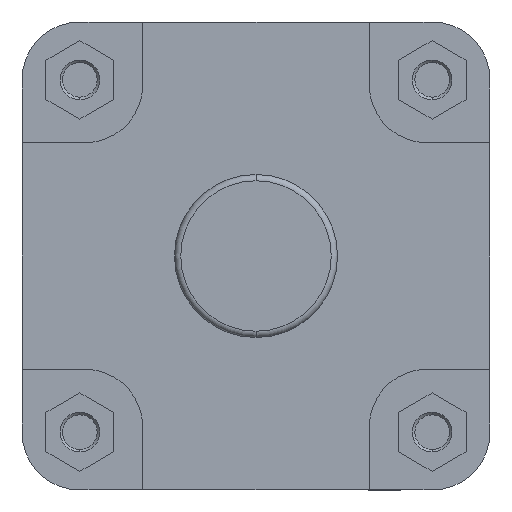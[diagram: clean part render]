
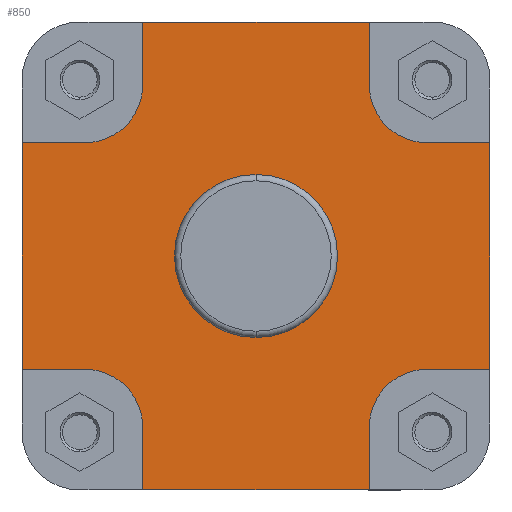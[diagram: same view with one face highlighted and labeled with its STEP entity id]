
A CAD part, left-side view. The second image highlights one B-rep face of the part: STEP entity #850.
In plain terms, the highlighted planar face has unit normal (-1, 0, 0).
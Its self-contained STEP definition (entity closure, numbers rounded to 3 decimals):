
#1 = EDGE_CURVE ( 'NONE', #1155, #1154, #6343, .T. ) ;
#2 = EDGE_CURVE ( 'NONE', #1156, #1155, #6348, .T. ) ;
#3 = EDGE_CURVE ( 'NONE', #1157, #1156, #6501, .T. ) ;
#4 = EDGE_CURVE ( 'NONE', #1158, #1157, #6504, .T. ) ;
#5 = EDGE_CURVE ( 'NONE', #1159, #1158, #6503, .T. ) ;
#6 = EDGE_CURVE ( 'NONE', #1160, #1159, #6502, .T. ) ;
#7 = EDGE_CURVE ( 'NONE', #1161, #1160, #6338, .T. ) ;
#8 = EDGE_CURVE ( 'NONE', #1162, #1161, #6512, .T. ) ;
#9 = EDGE_CURVE ( 'NONE', #1147, #1162, #6511, .T. ) ;
#324 = AXIS2_PLACEMENT_3D ( 'NONE', #1488, #1489, #1490 ) ;
#326 = AXIS2_PLACEMENT_3D ( 'NONE', #1479, #1480, #1481 ) ;
#447 = AXIS2_PLACEMENT_3D ( 'NONE', #2433, #2435, #2436 ) ;
#477 = AXIS2_PLACEMENT_3D ( 'NONE', #2511, #2544, #2545 ) ;
#772 = AXIS2_PLACEMENT_3D ( 'NONE', #4798, #4807, #4808 ) ;
#773 = AXIS2_PLACEMENT_3D ( 'NONE', #4887, #4912, #4913 ) ;
#790 = AXIS2_PLACEMENT_3D ( 'NONE', #1538, #1546, #1547 ) ;
#850 = ADVANCED_FACE ( 'NONE', ( #7009, #7015 ), #2422, .F. ) ;
#874 = EDGE_CURVE ( 'NONE', #1154, #1153, #7077, .T. ) ;
#1111 = EDGE_LOOP ( 'NONE', ( #5117, #5129, #5130, #5165, #5135, #5137, #5067, #5066, #5063, #5074, #5073, #5076, #5075, #5022, #5038, #5000 ) ) ;
#1124 = EDGE_LOOP ( 'NONE', ( #5160, #5114 ) ) ;
#1147 = VERTEX_POINT ( 'NONE', #4114 ) ;
#1148 = VERTEX_POINT ( 'NONE', #4115 ) ;
#1149 = VERTEX_POINT ( 'NONE', #4116 ) ;
#1150 = VERTEX_POINT ( 'NONE', #4117 ) ;
#1151 = VERTEX_POINT ( 'NONE', #4118 ) ;
#1152 = VERTEX_POINT ( 'NONE', #4119 ) ;
#1153 = VERTEX_POINT ( 'NONE', #4120 ) ;
#1154 = VERTEX_POINT ( 'NONE', #4121 ) ;
#1155 = VERTEX_POINT ( 'NONE', #4122 ) ;
#1156 = VERTEX_POINT ( 'NONE', #4123 ) ;
#1157 = VERTEX_POINT ( 'NONE', #4124 ) ;
#1158 = VERTEX_POINT ( 'NONE', #4125 ) ;
#1159 = VERTEX_POINT ( 'NONE', #4126 ) ;
#1160 = VERTEX_POINT ( 'NONE', #4127 ) ;
#1161 = VERTEX_POINT ( 'NONE', #4128 ) ;
#1162 = VERTEX_POINT ( 'NONE', #4129 ) ;
#1418 = VERTEX_POINT ( 'NONE', #4385 ) ;
#1419 = VERTEX_POINT ( 'NONE', #4386 ) ;
#1472 = CARTESIAN_POINT ( 'NONE',  ( 55., -45., 93. ) ) ;
#1473 = DIRECTION ( 'NONE',  ( 0., 0., -1. ) ) ;
#1474 = CARTESIAN_POINT ( 'NONE',  ( 55., -204.741, 93. ) ) ;
#1475 = CARTESIAN_POINT ( 'NONE',  ( 55., 45., 68. ) ) ;
#1476 = DIRECTION ( 'NONE',  ( 0., -1., 0. ) ) ;
#1477 = CARTESIAN_POINT ( 'NONE',  ( 55., 93., 45. ) ) ;
#1478 = DIRECTION ( 'NONE',  ( 0., 0., 1. ) ) ;
#1479 = CARTESIAN_POINT ( 'NONE',  ( 55., 68., 68. ) ) ;
#1480 = DIRECTION ( 'NONE',  ( -1., 0., 0. ) ) ;
#1481 = DIRECTION ( 'NONE',  ( 0., 0., -1. ) ) ;
#1482 = CARTESIAN_POINT ( 'NONE',  ( 55., 93., 0. ) ) ;
#1483 = DIRECTION ( 'NONE',  ( 0., -1., 0. ) ) ;
#1484 = CARTESIAN_POINT ( 'NONE',  ( 55., 68., -45. ) ) ;
#1485 = DIRECTION ( 'NONE',  ( 0., 0., 1. ) ) ;
#1486 = CARTESIAN_POINT ( 'NONE',  ( 55., 45., -93. ) ) ;
#1487 = DIRECTION ( 'NONE',  ( 0., 1., 0. ) ) ;
#1488 = CARTESIAN_POINT ( 'NONE',  ( 55., 68., -68. ) ) ;
#1489 = DIRECTION ( 'NONE',  ( -1., 0., 0. ) ) ;
#1490 = DIRECTION ( 'NONE',  ( 0., 0., -1. ) ) ;
#1493 = DIRECTION ( 'NONE',  ( 0., 0., 1. ) ) ;
#1538 = CARTESIAN_POINT ( 'NONE',  ( 55., -68., -68. ) ) ;
#1543 = CARTESIAN_POINT ( 'NONE',  ( 55., -45., -68. ) ) ;
#1546 = DIRECTION ( 'NONE',  ( -1., 0., 0. ) ) ;
#1547 = DIRECTION ( 'NONE',  ( 0., 0., -1. ) ) ;
#1548 = CARTESIAN_POINT ( 'NONE',  ( 55., -93., -45. ) ) ;
#1549 = DIRECTION ( 'NONE',  ( 0., 1., 0. ) ) ;
#1551 = CARTESIAN_POINT ( 'NONE',  ( 55., -204.741, -93. ) ) ;
#1552 = DIRECTION ( 'NONE',  ( 0., -1., 0. ) ) ;
#1554 = DIRECTION ( 'NONE',  ( 0., 0., -1. ) ) ;
#1555 = CARTESIAN_POINT ( 'NONE',  ( 55., -93., 0. ) ) ;
#1556 = DIRECTION ( 'NONE',  ( 0., 0., 1. ) ) ;
#1557 = CARTESIAN_POINT ( 'NONE',  ( 55., -68., 45. ) ) ;
#1558 = DIRECTION ( 'NONE',  ( 0., -1., 0. ) ) ;
#2422 = PLANE ( 'NONE',  #447 ) ;
#2433 = CARTESIAN_POINT ( 'NONE',  ( 55., 32.4, 0. ) ) ;
#2435 = DIRECTION ( 'NONE',  ( 1., 0., 0. ) ) ;
#2436 = DIRECTION ( 'NONE',  ( 0., 0., -1. ) ) ;
#2511 = CARTESIAN_POINT ( 'NONE',  ( 55., -68., 68. ) ) ;
#2544 = DIRECTION ( 'NONE',  ( -1., 0., 0. ) ) ;
#2545 = DIRECTION ( 'NONE',  ( 0., 0., -1. ) ) ;
#3444 = CIRCLE ( 'NONE', #772, 32.4 ) ;
#3527 = CIRCLE ( 'NONE', #773, 32.4 ) ;
#3545 = LINE ( 'NONE', #1548, #3547 ) ;
#3547 = VECTOR ( 'NONE', #1549, 1000. ) ;
#3549 = LINE ( 'NONE', #1543, #3553 ) ;
#3550 = CIRCLE ( 'NONE', #790, 23. ) ;
#3551 = LINE ( 'NONE', #1551, #3552 ) ;
#3552 = VECTOR ( 'NONE', #1552, 1000. ) ;
#3553 = VECTOR ( 'NONE', #1554, 1000. ) ;
#3554 = LINE ( 'NONE', #1555, #3555 ) ;
#3555 = VECTOR ( 'NONE', #1556, 1000. ) ;
#3556 = LINE ( 'NONE', #1557, #3557 ) ;
#3557 = VECTOR ( 'NONE', #1558, 1000. ) ;
#4114 = CARTESIAN_POINT ( 'NONE',  ( 55., 45., -93. ) ) ;
#4115 = CARTESIAN_POINT ( 'NONE',  ( 55., -45., -93. ) ) ;
#4116 = CARTESIAN_POINT ( 'NONE',  ( 55., -45., -68. ) ) ;
#4117 = CARTESIAN_POINT ( 'NONE',  ( 55., -68., -45. ) ) ;
#4118 = CARTESIAN_POINT ( 'NONE',  ( 55., -93., -45. ) ) ;
#4119 = CARTESIAN_POINT ( 'NONE',  ( 55., -93., 45. ) ) ;
#4120 = CARTESIAN_POINT ( 'NONE',  ( 55., -68., 45. ) ) ;
#4121 = CARTESIAN_POINT ( 'NONE',  ( 55., -45., 68. ) ) ;
#4122 = CARTESIAN_POINT ( 'NONE',  ( 55., -45., 93. ) ) ;
#4123 = CARTESIAN_POINT ( 'NONE',  ( 55., 45., 93. ) ) ;
#4124 = CARTESIAN_POINT ( 'NONE',  ( 55., 45., 68. ) ) ;
#4125 = CARTESIAN_POINT ( 'NONE',  ( 55., 68., 45. ) ) ;
#4126 = CARTESIAN_POINT ( 'NONE',  ( 55., 93., 45. ) ) ;
#4127 = CARTESIAN_POINT ( 'NONE',  ( 55., 93., -45. ) ) ;
#4128 = CARTESIAN_POINT ( 'NONE',  ( 55., 68., -45. ) ) ;
#4129 = CARTESIAN_POINT ( 'NONE',  ( 55., 45., -68. ) ) ;
#4385 = CARTESIAN_POINT ( 'NONE',  ( 55., 0., 32.4 ) ) ;
#4386 = CARTESIAN_POINT ( 'NONE',  ( 55., 0., -32.4 ) ) ;
#4798 = CARTESIAN_POINT ( 'NONE',  ( 55., 0., 0. ) ) ;
#4807 = DIRECTION ( 'NONE',  ( -1., 0., 0. ) ) ;
#4808 = DIRECTION ( 'NONE',  ( 0., 0., 1. ) ) ;
#4887 = CARTESIAN_POINT ( 'NONE',  ( 55., 0., 0. ) ) ;
#4912 = DIRECTION ( 'NONE',  ( -1., 0., 0. ) ) ;
#4913 = DIRECTION ( 'NONE',  ( 0., 0., 1. ) ) ;
#5000 = ORIENTED_EDGE ( 'NONE', *, *, #9, .F. ) ;
#5022 = ORIENTED_EDGE ( 'NONE', *, *, #7, .F. ) ;
#5038 = ORIENTED_EDGE ( 'NONE', *, *, #8, .F. ) ;
#5063 = ORIENTED_EDGE ( 'NONE', *, *, #2, .F. ) ;
#5066 = ORIENTED_EDGE ( 'NONE', *, *, #1, .F. ) ;
#5067 = ORIENTED_EDGE ( 'NONE', *, *, #874, .F. ) ;
#5073 = ORIENTED_EDGE ( 'NONE', *, *, #4, .F. ) ;
#5074 = ORIENTED_EDGE ( 'NONE', *, *, #3, .F. ) ;
#5075 = ORIENTED_EDGE ( 'NONE', *, *, #6, .F. ) ;
#5076 = ORIENTED_EDGE ( 'NONE', *, *, #5, .F. ) ;
#5114 = ORIENTED_EDGE ( 'NONE', *, *, #5544, .F. ) ;
#5117 = ORIENTED_EDGE ( 'NONE', *, *, #5562, .T. ) ;
#5129 = ORIENTED_EDGE ( 'NONE', *, *, #5563, .F. ) ;
#5130 = ORIENTED_EDGE ( 'NONE', *, *, #5560, .F. ) ;
#5135 = ORIENTED_EDGE ( 'NONE', *, *, #5564, .T. ) ;
#5137 = ORIENTED_EDGE ( 'NONE', *, *, #5565, .F. ) ;
#5160 = ORIENTED_EDGE ( 'NONE', *, *, #5496, .F. ) ;
#5165 = ORIENTED_EDGE ( 'NONE', *, *, #5561, .F. ) ;
#5496 = EDGE_CURVE ( 'NONE', #1418, #1419, #3444, .T. ) ;
#5544 = EDGE_CURVE ( 'NONE', #1419, #1418, #3527, .T. ) ;
#5560 = EDGE_CURVE ( 'NONE', #1150, #1149, #3550, .T. ) ;
#5561 = EDGE_CURVE ( 'NONE', #1151, #1150, #3545, .T. ) ;
#5562 = EDGE_CURVE ( 'NONE', #1147, #1148, #3551, .T. ) ;
#5563 = EDGE_CURVE ( 'NONE', #1149, #1148, #3549, .T. ) ;
#5564 = EDGE_CURVE ( 'NONE', #1151, #1152, #3554, .T. ) ;
#5565 = EDGE_CURVE ( 'NONE', #1153, #1152, #3556, .T. ) ;
#6338 = LINE ( 'NONE', #1484, #6507 ) ;
#6339 = VECTOR ( 'NONE', #1483, 1000. ) ;
#6340 = VECTOR ( 'NONE', #1478, 1000. ) ;
#6341 = VECTOR ( 'NONE', #1473, 1000. ) ;
#6343 = LINE ( 'NONE', #1472, #6341 ) ;
#6345 = VECTOR ( 'NONE', #1476, 1000. ) ;
#6348 = LINE ( 'NONE', #1474, #6345 ) ;
#6501 = LINE ( 'NONE', #1475, #6340 ) ;
#6502 = LINE ( 'NONE', #1482, #6505 ) ;
#6503 = LINE ( 'NONE', #1477, #6339 ) ;
#6504 = CIRCLE ( 'NONE', #326, 23. ) ;
#6505 = VECTOR ( 'NONE', #1485, 1000. ) ;
#6507 = VECTOR ( 'NONE', #1487, 1000. ) ;
#6508 = VECTOR ( 'NONE', #1493, 1000. ) ;
#6511 = LINE ( 'NONE', #1486, #6508 ) ;
#6512 = CIRCLE ( 'NONE', #324, 23. ) ;
#7009 = FACE_BOUND ( 'NONE', #1124, .T. ) ;
#7015 = FACE_OUTER_BOUND ( 'NONE', #1111, .T. ) ;
#7077 = CIRCLE ( 'NONE', #477, 23. ) ;
